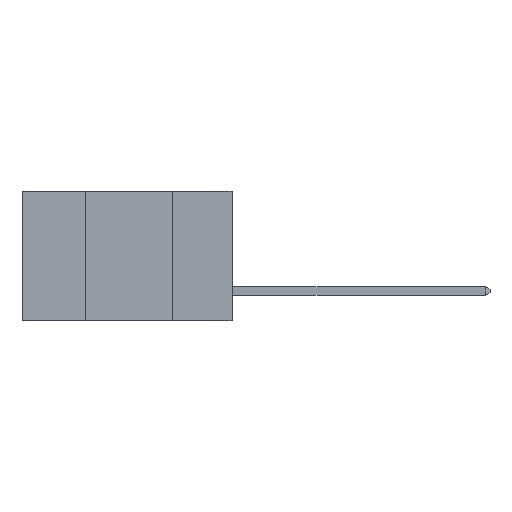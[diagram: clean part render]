
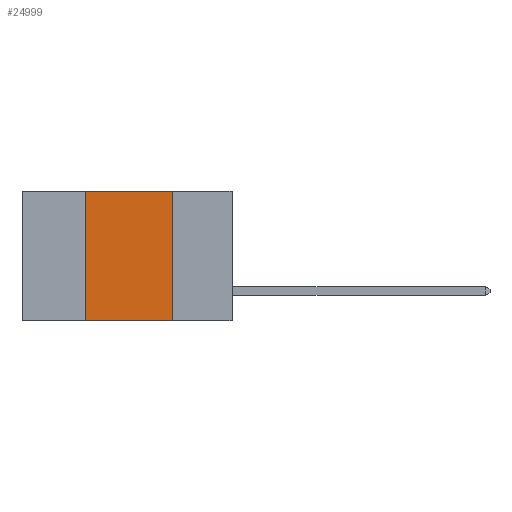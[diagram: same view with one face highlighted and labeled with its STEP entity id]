
A CAD part, left-side view. The second image highlights one B-rep face of the part: STEP entity #24999.
In plain terms, the highlighted planar face has unit normal (-1, 0, 0).
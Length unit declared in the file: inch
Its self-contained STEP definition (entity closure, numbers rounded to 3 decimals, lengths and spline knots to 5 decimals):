
#550 = AXIS2_PLACEMENT_3D ( 'NONE', #1087, #17005, #5134 ) ;
#1011 = PLANE ( 'NONE',  #550 ) ;
#1087 = CARTESIAN_POINT ( 'NONE',  ( 0., 0.6, 0. ) ) ;
#1785 = LINE ( 'NONE', #8205, #22799 ) ;
#3249 = DIRECTION ( 'NONE',  ( 0., -1., 0. ) ) ;
#3307 = VERTEX_POINT ( 'NONE', #11669 ) ;
#4126 = VERTEX_POINT ( 'NONE', #6126 ) ;
#4278 = ORIENTED_EDGE ( 'NONE', *, *, #19541, .F. ) ;
#4351 = LINE ( 'NONE', #10816, #24086 ) ;
#5134 = DIRECTION ( 'NONE',  ( 0., 0., -1. ) ) ;
#5261 = CARTESIAN_POINT ( 'NONE',  ( 0., 0.6, -0.37 ) ) ;
#6126 = CARTESIAN_POINT ( 'NONE',  ( 0., 0.42, 0. ) ) ;
#6542 = EDGE_CURVE ( 'NONE', #19138, #9558, #4351, .T. ) ;
#6709 = EDGE_CURVE ( 'NONE', #3307, #9558, #25598, .T. ) ;
#6972 = CARTESIAN_POINT ( 'NONE',  ( 0., 0.17, 0. ) ) ;
#7486 = EDGE_LOOP ( 'NONE', ( #23087, #4278, #10885, #18539 ) ) ;
#8070 = CARTESIAN_POINT ( 'NONE',  ( 0., 0.42, 0. ) ) ;
#8205 = CARTESIAN_POINT ( 'NONE',  ( 0., 0.6, 0. ) ) ;
#9558 = VERTEX_POINT ( 'NONE', #11355 ) ;
#10098 = DIRECTION ( 'NONE',  ( 0., 0., 1. ) ) ;
#10816 = CARTESIAN_POINT ( 'NONE',  ( 0., 0.17, 0. ) ) ;
#10885 = ORIENTED_EDGE ( 'NONE', *, *, #13241, .F. ) ;
#11355 = CARTESIAN_POINT ( 'NONE',  ( 0., 0.17, -0.37 ) ) ;
#11669 = CARTESIAN_POINT ( 'NONE',  ( 0., 0.42, -0.37 ) ) ;
#12788 = DIRECTION ( 'NONE',  ( 0., 0., -1. ) ) ;
#13092 = FACE_OUTER_BOUND ( 'NONE', #7486, .T. ) ;
#13241 = EDGE_CURVE ( 'NONE', #3307, #4126, #25525, .T. ) ;
#15186 = VECTOR ( 'NONE', #10098, 39.37008 ) ;
#17005 = DIRECTION ( 'NONE',  ( 1., 0., 0. ) ) ;
#18539 = ORIENTED_EDGE ( 'NONE', *, *, #6709, .T. ) ;
#19138 = VERTEX_POINT ( 'NONE', #6972 ) ;
#19541 = EDGE_CURVE ( 'NONE', #4126, #19138, #1785, .T. ) ;
#19850 = VECTOR ( 'NONE', #3249, 39.37008 ) ;
#20010 = DIRECTION ( 'NONE',  ( 0., -1., 0. ) ) ;
#22799 = VECTOR ( 'NONE', #20010, 39.37008 ) ;
#23087 = ORIENTED_EDGE ( 'NONE', *, *, #6542, .F. ) ;
#24086 = VECTOR ( 'NONE', #12788, 39.37008 ) ;
#24999 = ADVANCED_FACE ( 'NONE', ( #13092 ), #1011, .F. ) ;
#25525 = LINE ( 'NONE', #8070, #15186 ) ;
#25598 = LINE ( 'NONE', #5261, #19850 ) ;
